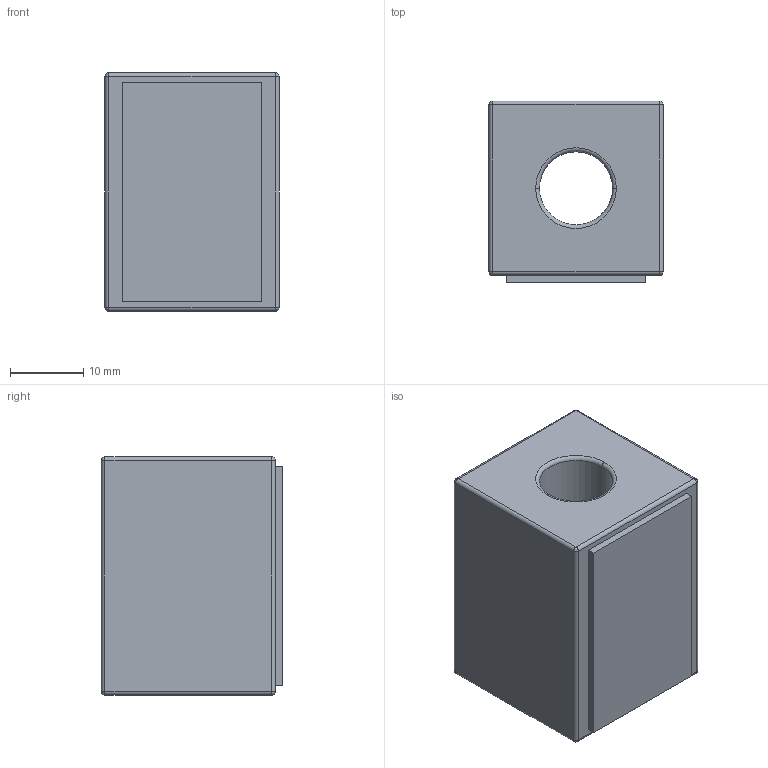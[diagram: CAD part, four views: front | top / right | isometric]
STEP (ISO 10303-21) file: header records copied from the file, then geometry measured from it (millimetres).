
FILE_DESCRIPTION (( 'STEP AP214' ), '1' );
FILE_NAME ('1363-B.STEP', '2016-03-09T12:05:41', ( '' ), ( '' ), 'SwSTEP 2.0', 'SolidWorks 2015', '' );
FILE_SCHEMA (( 'AUTOMOTIVE_DESIGN' ));
Length unit declared in the file: millimetre
Products named in the file (1): 1363-B
Bounding box: 23.75 x 24.75 x 32.5 mm (x, y, z)
Volume: 16329 mm3; surface area: 6235.3 mm2
Topology: 2 solids, 2 shells, 38 faces, 82 edges, 40 vertices
Faces by surface type: cylinder 14, plane 12, sphere 8, torus 4
Entity records: 997 total; most frequent: DIRECTION 188, CARTESIAN_POINT 153, ORIENTED_EDGE 148, AXIS2_PLACEMENT_3D 75, EDGE_CURVE 74, VERTEX_POINT 40, EDGE_LOOP 40, VECTOR 38
